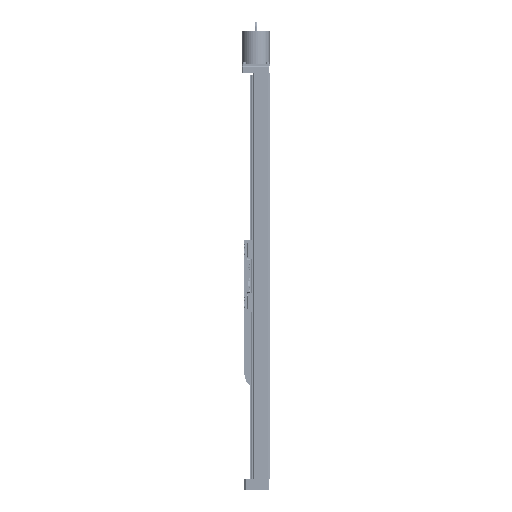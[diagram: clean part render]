
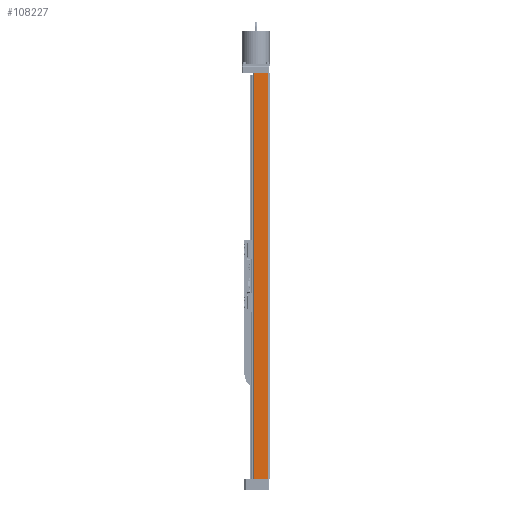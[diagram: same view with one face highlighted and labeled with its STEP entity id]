
A CAD part, left-side view. The second image highlights one B-rep face of the part: STEP entity #108227.
In plain terms, the highlighted planar face has unit normal (-1, 0, 0).
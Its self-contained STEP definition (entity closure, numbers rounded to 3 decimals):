
#5672 = LINE ( 'NONE', #74807, #35211 ) ;
#15002 = FACE_OUTER_BOUND ( 'NONE', #126421, .T. ) ;
#15871 = LINE ( 'NONE', #39369, #108394 ) ;
#29012 = DIRECTION ( 'NONE',  ( 1., 0., 0. ) ) ;
#29873 = EDGE_CURVE ( 'NONE', #71409, #70063, #98738, .T. ) ;
#29912 = DIRECTION ( 'NONE',  ( 0., 0., 1. ) ) ;
#30487 = CARTESIAN_POINT ( 'NONE',  ( 0., 0., 620. ) ) ;
#32553 = LINE ( 'NONE', #78043, #50915 ) ;
#35211 = VECTOR ( 'NONE', #125477, 1000. ) ;
#37257 = CARTESIAN_POINT ( 'NONE',  ( 0., -22., 620. ) ) ;
#38659 = CARTESIAN_POINT ( 'NONE',  ( 0., 0.5, 620. ) ) ;
#39369 = CARTESIAN_POINT ( 'NONE',  ( 0., -22., 620. ) ) ;
#42029 = DIRECTION ( 'NONE',  ( 0., -1., 0. ) ) ;
#44819 = ORIENTED_EDGE ( 'NONE', *, *, #29873, .F. ) ;
#50915 = VECTOR ( 'NONE', #42029, 1000. ) ;
#51079 = DIRECTION ( 'NONE',  ( 0., 0., -1. ) ) ;
#51125 = VECTOR ( 'NONE', #115810, 1000. ) ;
#52678 = PLANE ( 'NONE',  #126961 ) ;
#68202 = VERTEX_POINT ( 'NONE', #97438 ) ;
#69045 = EDGE_CURVE ( 'NONE', #71409, #106649, #5672, .T. ) ;
#70063 = VERTEX_POINT ( 'NONE', #37257 ) ;
#71409 = VERTEX_POINT ( 'NONE', #38659 ) ;
#74432 = ORIENTED_EDGE ( 'NONE', *, *, #69045, .T. ) ;
#74807 = CARTESIAN_POINT ( 'NONE',  ( 0., 0.5, 620. ) ) ;
#78043 = CARTESIAN_POINT ( 'NONE',  ( 0., 0., 0. ) ) ;
#88908 = ORIENTED_EDGE ( 'NONE', *, *, #154561, .T. ) ;
#97438 = CARTESIAN_POINT ( 'NONE',  ( 0., -22., 0. ) ) ;
#98298 = CARTESIAN_POINT ( 'NONE',  ( 0., 0.5, 0. ) ) ;
#98738 = LINE ( 'NONE', #30487, #51125 ) ;
#105434 = ORIENTED_EDGE ( 'NONE', *, *, #113919, .T. ) ;
#106649 = VERTEX_POINT ( 'NONE', #98298 ) ;
#108227 = ADVANCED_FACE ( 'NONE', ( #15002 ), #52678, .F. ) ;
#108394 = VECTOR ( 'NONE', #29912, 1000. ) ;
#113919 = EDGE_CURVE ( 'NONE', #68202, #70063, #15871, .T. ) ;
#115810 = DIRECTION ( 'NONE',  ( 0., -1., 0. ) ) ;
#125477 = DIRECTION ( 'NONE',  ( 0., 0., -1. ) ) ;
#126421 = EDGE_LOOP ( 'NONE', ( #88908, #105434, #44819, #74432 ) ) ;
#126961 = AXIS2_PLACEMENT_3D ( 'NONE', #148142, #29012, #51079 ) ;
#148142 = CARTESIAN_POINT ( 'NONE',  ( 0., 0., 620. ) ) ;
#154561 = EDGE_CURVE ( 'NONE', #106649, #68202, #32553, .T. ) ;
